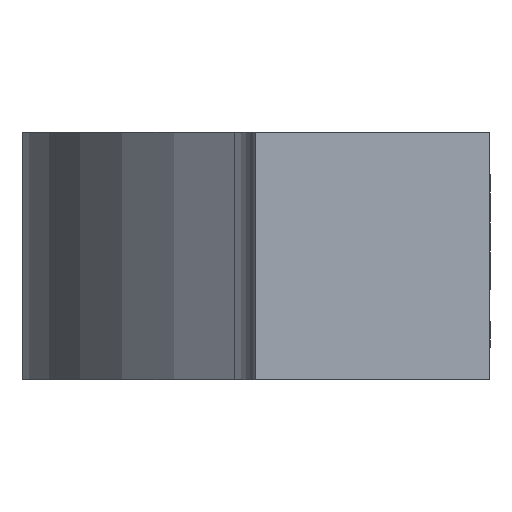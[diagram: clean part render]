
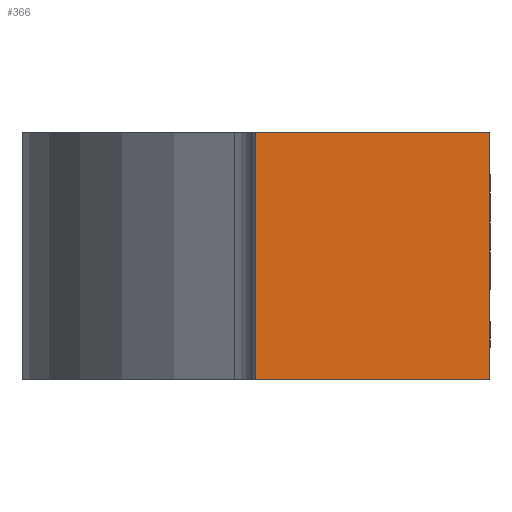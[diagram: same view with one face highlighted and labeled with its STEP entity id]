
A CAD part, left-side view. The second image highlights one B-rep face of the part: STEP entity #366.
In plain terms, the highlighted planar face has unit normal (-1, 0, 0).
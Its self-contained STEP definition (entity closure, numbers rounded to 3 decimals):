
#27=PLANE('',#417);
#34=LINE('',#555,#66);
#41=LINE('',#582,#73);
#54=LINE('',#619,#86);
#57=LINE('',#623,#89);
#66=VECTOR('',#444,10.);
#73=VECTOR('',#471,10.);
#86=VECTOR('',#508,10.);
#89=VECTOR('',#513,10.);
#117=FACE_OUTER_BOUND('',#140,.T.);
#140=EDGE_LOOP('',(#337,#338,#339,#340));
#170=VERTEX_POINT('',#552);
#171=VERTEX_POINT('',#554);
#180=VERTEX_POINT('',#579);
#181=VERTEX_POINT('',#581);
#206=EDGE_CURVE('',#171,#170,#34,.T.);
#219=EDGE_CURVE('',#181,#180,#41,.F.);
#238=EDGE_CURVE('',#171,#180,#54,.F.);
#241=EDGE_CURVE('',#170,#181,#57,.F.);
#337=ORIENTED_EDGE('',*,*,#219,.T.);
#338=ORIENTED_EDGE('',*,*,#238,.F.);
#339=ORIENTED_EDGE('',*,*,#206,.T.);
#340=ORIENTED_EDGE('',*,*,#241,.T.);
#366=ADVANCED_FACE('',(#117),#27,.T.);
#417=AXIS2_PLACEMENT_3D('',#632,#523,#524);
#444=DIRECTION('',(0.,0.,1.));
#471=DIRECTION('',(0.,0.,1.));
#508=DIRECTION('',(0.,-1.,0.));
#513=DIRECTION('',(0.,-1.,0.));
#523=DIRECTION('center_axis',(-1.,0.,0.));
#524=DIRECTION('ref_axis',(0.,-1.,0.));
#552=CARTESIAN_POINT('',(-15.,13.,-0.033));
#554=CARTESIAN_POINT('',(-15.,13.,-5.33));
#555=CARTESIAN_POINT('',(-15.,13.,0.));
#579=CARTESIAN_POINT('',(-15.,18.,-5.33));
#581=CARTESIAN_POINT('',(-15.,18.,-0.033));
#582=CARTESIAN_POINT('',(-15.,18.,-2.665));
#619=CARTESIAN_POINT('',(-15.,19.2,-5.33));
#623=CARTESIAN_POINT('',(-15.,17.5,-0.033));
#632=CARTESIAN_POINT('Origin',(-15.,22.,0.));
